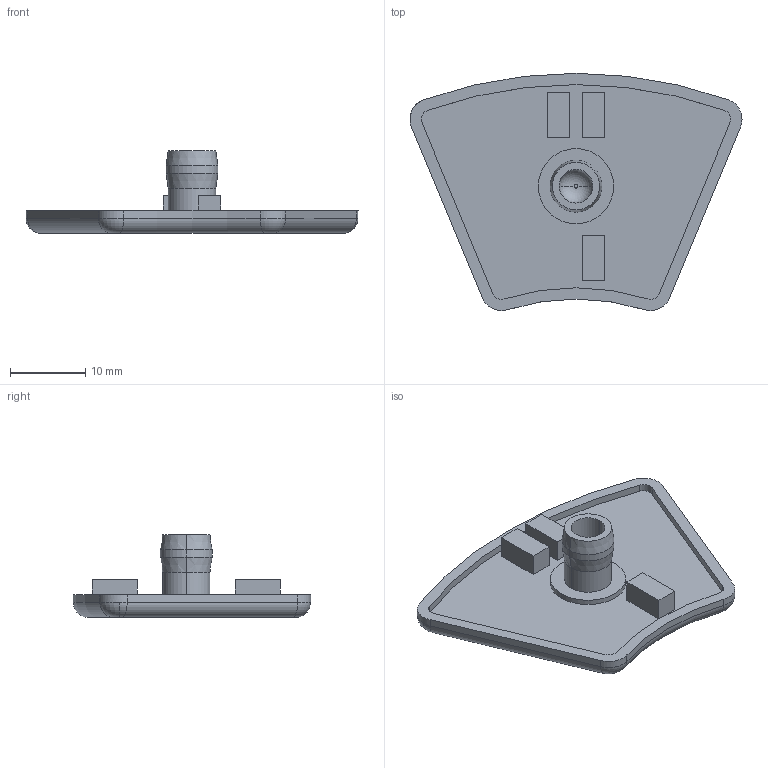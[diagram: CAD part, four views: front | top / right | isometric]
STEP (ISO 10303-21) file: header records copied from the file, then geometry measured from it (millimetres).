
FILE_DESCRIPTION (( 'STEP AP214' ), '1' );
FILE_NAME ('BASE08H1353-Embout 8 R30_60-45°.step', '2023-03-24T09:51:39', ( 'Altae' ), ( '' ), 'SwSTEP 2.0', 'SolidWorks 2021', '' );
FILE_SCHEMA (( 'AUTOMOTIVE_DESIGN' ));
Length unit declared in the file: millimetre
Products named in the file (1): BASE08H1353-Embout 8 R30_60-45°
Bounding box: 44.12 x 31.54 x 11 mm (x, y, z)
Volume: 2556.7 mm3; surface area: 2942.3 mm2
Topology: 1 solids, 1 shells, 63 faces, 145 edges, 91 vertices
Faces by surface type: plane 25, cylinder 24, torus 10, cone 4
Entity records: 1826 total; most frequent: DIRECTION 342, CARTESIAN_POINT 300, ORIENTED_EDGE 290, EDGE_CURVE 145, AXIS2_PLACEMENT_3D 133, VERTEX_POINT 91, VECTOR 76, LINE 76
